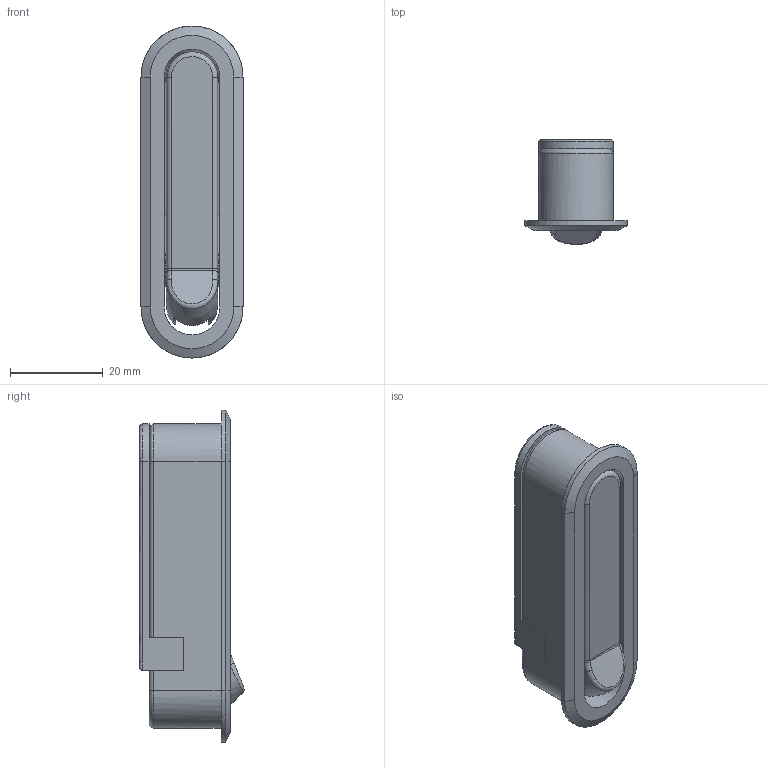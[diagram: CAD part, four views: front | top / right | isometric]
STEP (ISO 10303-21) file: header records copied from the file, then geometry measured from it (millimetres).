
FILE_DESCRIPTION((''),'2;1');
FILE_NAME('','2009-04-17T14:16:01',(''),(''),'','CADfix','');
FILE_SCHEMA(('AUTOMOTIVE_DESIGN { 1 0 10303 214 1 1 1 1 }'));
Length unit declared in the file: millimetre
Bounding box: 22 x 22.49 x 71.5 mm (x, y, z)
Volume: 15130.1 mm3; surface area: 11375.4 mm2
Topology: 2 solids, 2 shells, 232 faces, 770 edges, 551 vertices
Faces by surface type: bspline 232
Entity records: 10423 total; most frequent: CARTESIAN_POINT 5894, ORIENTED_EDGE 1540, EDGE_CURVE 770, VERTEX_POINT 551, QUASI_UNIFORM_CURVE 447, B_SPLINE_CURVE_WITH_KNOTS 315, EDGE_LOOP 251, FACE_OUTER_BOUND 232
